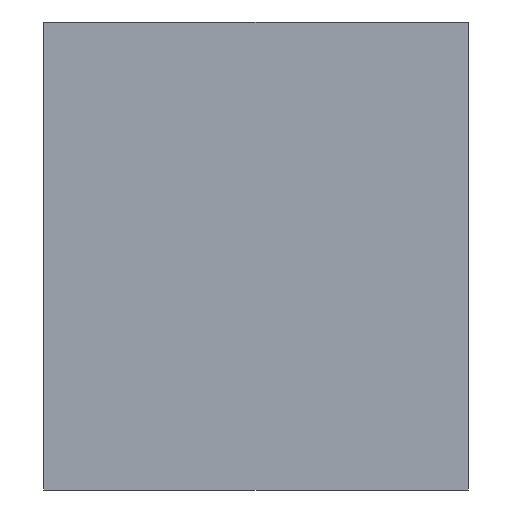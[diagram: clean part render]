
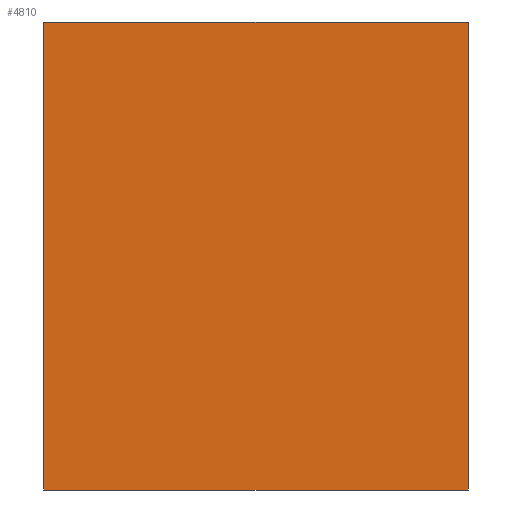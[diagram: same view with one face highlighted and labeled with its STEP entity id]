
A CAD part, front view. The second image highlights one B-rep face of the part: STEP entity #4810.
In plain terms, the highlighted planar face has unit normal (0, -1, 0).
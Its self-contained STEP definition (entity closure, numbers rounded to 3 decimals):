
#4810=ADVANCED_FACE('',(#11292),#11294,.T.);
#11292=FACE_BOUND('',#11293,.T.);
#11293=EDGE_LOOP('',(#15243,#15244,#15245,#15246));
#11294=PLANE('',#11295);
#11295=AXIS2_PLACEMENT_3D('',#11296,#11297,#11298);
#11296=CARTESIAN_POINT('',(-1.27,-1.27,0.));
#11297=DIRECTION('',(0.,-1.,0.));
#11298=DIRECTION('',(1.,0.,0.));
#15243=ORIENTED_EDGE('',*,*,#17341,.T.);
#15244=ORIENTED_EDGE('',*,*,#17338,.T.);
#15245=ORIENTED_EDGE('',*,*,#17426,.F.);
#15246=ORIENTED_EDGE('',*,*,#17363,.F.);
#17338=EDGE_CURVE('',#20091,#20089,#20092,.T.);
#17341=EDGE_CURVE('',#20094,#20091,#20096,.T.);
#17363=EDGE_CURVE('',#20094,#20139,#20140,.T.);
#17426=EDGE_CURVE('',#20139,#20089,#20259,.T.);
#20089=VERTEX_POINT('',#26318);
#20091=VERTEX_POINT('',#26322);
#20092=LINE('',#26323,#26324);
#20094=VERTEX_POINT('',#26329);
#20096=LINE('',#26333,#26334);
#20139=VERTEX_POINT('',#26420);
#20140=LINE('',#26421,#26422);
#20259=LINE('',#26666,#26667);
#26318=CARTESIAN_POINT('',(11.43,-1.27,14.));
#26322=CARTESIAN_POINT('',(11.43,-1.27,0.));
#26323=CARTESIAN_POINT('',(11.43,-1.27,0.));
#26324=VECTOR('',#26325,1.);
#26325=DIRECTION('',(0.,0.,1.));
#26329=CARTESIAN_POINT('',(-1.27,-1.27,0.));
#26333=CARTESIAN_POINT('',(-1.27,-1.27,0.));
#26334=VECTOR('',#26335,1.);
#26335=DIRECTION('',(1.,0.,0.));
#26420=CARTESIAN_POINT('',(-1.27,-1.27,14.));
#26421=CARTESIAN_POINT('',(-1.27,-1.27,0.));
#26422=VECTOR('',#26423,1.);
#26423=DIRECTION('',(0.,0.,1.));
#26666=CARTESIAN_POINT('',(-1.27,-1.27,14.));
#26667=VECTOR('',#26668,1.);
#26668=DIRECTION('',(1.,0.,0.));
